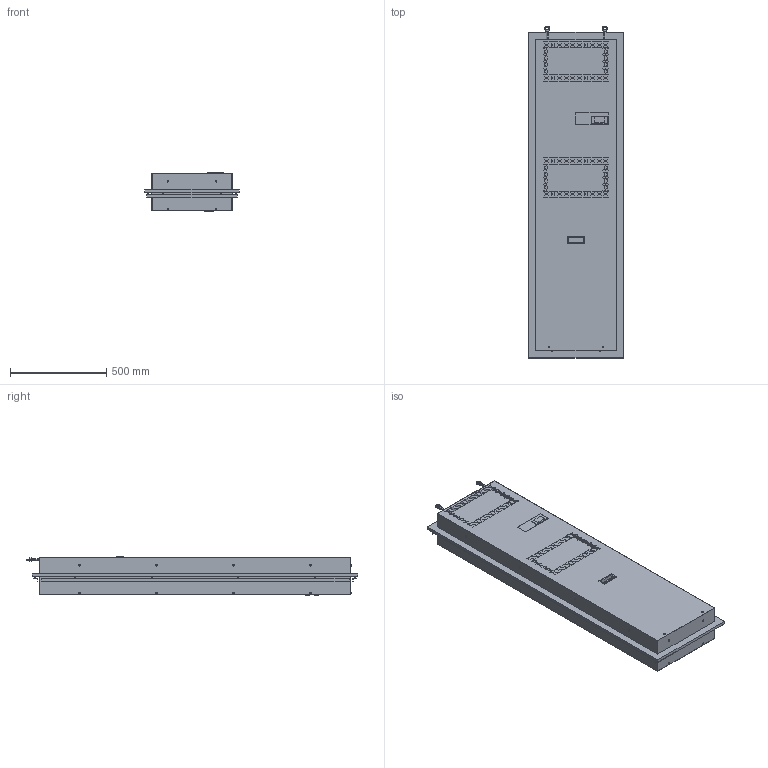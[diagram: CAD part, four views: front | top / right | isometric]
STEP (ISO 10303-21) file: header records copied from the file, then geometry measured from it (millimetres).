
FILE_DESCRIPTION(('STEP AP242'),'1');
FILE_NAME('nsycus1k1ul.stp','2020-01-25T18:28:13',('TraceParts'),('TraceParts S.A.'),'Spatial InterOp 3D',' ',' ');
FILE_SCHEMA(('AP242_MANAGED_MODEL_BASED_3D_ENGINEERING_MIM_LF {1 0 10303 442 1 1 4}'));
Length unit declared in the file: millimetre
Products named in the file (1): nsycus1k1ul_1
Bounding box: 491 x 1725.5 x 205.1 mm (x, y, z)
Volume: 5883976 mm3; surface area: 6126770.7 mm2
Topology: 5 solids, 5 shells, 1484 faces, 4140 edges, 2756 vertices
Faces by surface type: plane 1188, cylinder 280, torus 16
Entity records: 48320 total; most frequent: CARTESIAN_POINT 8570, ORIENTED_EDGE 8280, DIRECTION 7678, EDGE_CURVE 4140, LINE 3532, VECTOR 3532, VERTEX_POINT 2756, EDGE_LOOP 2074
